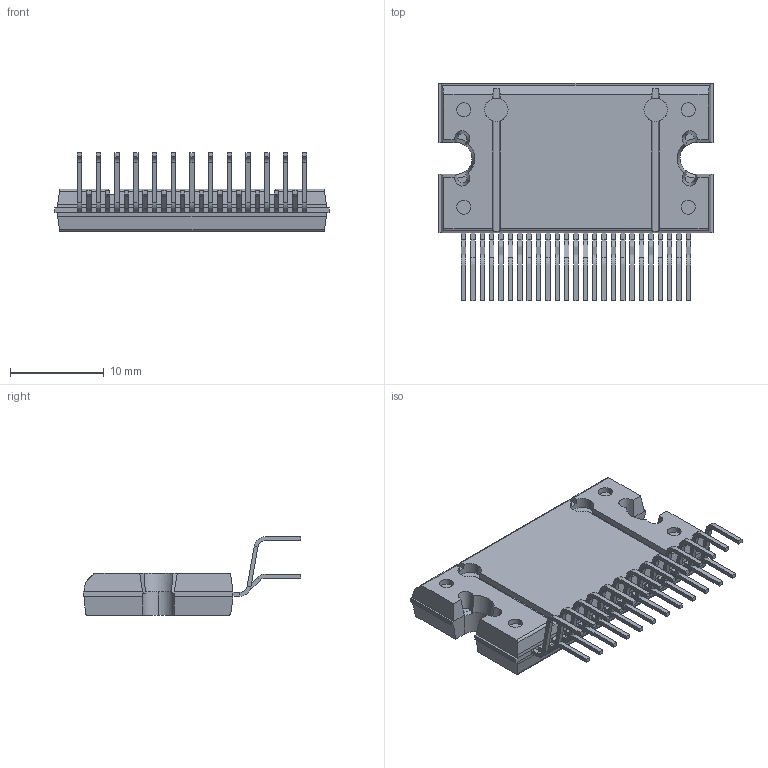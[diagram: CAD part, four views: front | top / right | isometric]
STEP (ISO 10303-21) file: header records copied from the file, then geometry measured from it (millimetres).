
FILE_DESCRIPTION (( 'STEP AP214' ), '1' );
FILE_NAME ('TB6600HG.STEP', '2023-02-17T07:43:39', ( '' ), ( '' ), 'SwSTEP 2.0', 'SolidWorks 2017', '' );
FILE_SCHEMA (( 'AUTOMOTIVE_DESIGN' ));
Length unit declared in the file: millimetre
Products named in the file (1): TB6600HG
Bounding box: 29.3 x 23.27 x 8.41 mm (x, y, z)
Volume: 1931.7 mm3; surface area: 1791.2 mm2
Topology: 26 solids, 26 shells, 548 faces, 1312 edges, 820 vertices
Faces by surface type: plane 408, cylinder 78, bspline 58, cone 4
Entity records: 17582 total; most frequent: CARTESIAN_POINT 4777, ORIENTED_EDGE 2624, DIRECTION 2486, EDGE_CURVE 1312, LINE 958, VECTOR 958, VERTEX_POINT 820, AXIS2_PLACEMENT_3D 764
